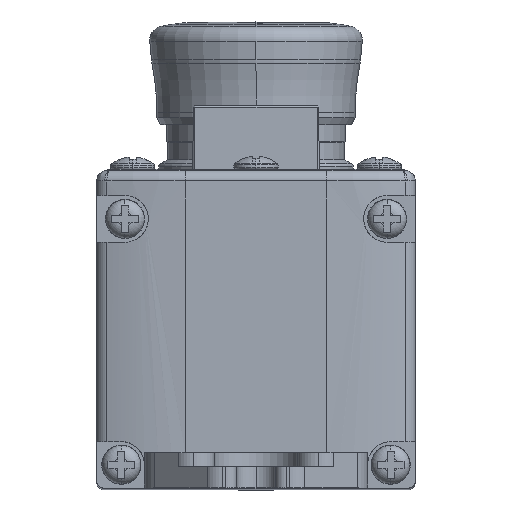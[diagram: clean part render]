
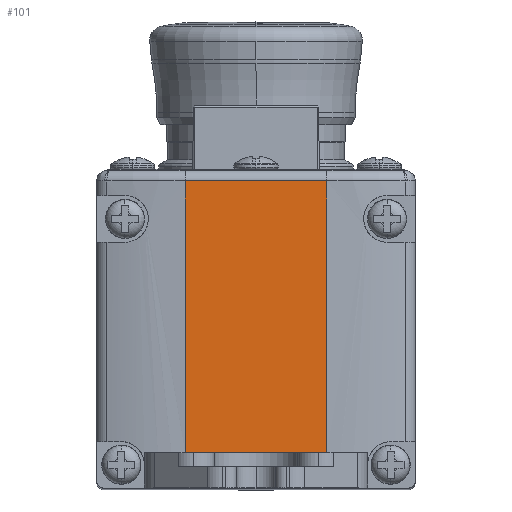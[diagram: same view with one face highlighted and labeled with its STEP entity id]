
A CAD part, top view. The second image highlights one B-rep face of the part: STEP entity #101.
In plain terms, the highlighted planar face has unit normal (0, 0, 1).
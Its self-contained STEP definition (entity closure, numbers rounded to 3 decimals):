
#101 = ADVANCED_FACE ( 'NONE', ( #23944 ), #23946, .T. ) ;
#3086 = VERTEX_POINT ( 'NONE', #11138 ) ;
#3100 = VERTEX_POINT ( 'NONE', #11152 ) ;
#3120 = VERTEX_POINT ( 'NONE', #11172 ) ;
#3133 = VERTEX_POINT ( 'NONE', #11185 ) ;
#3361 = VECTOR ( 'NONE', #17131, 1000. ) ;
#3364 = VECTOR ( 'NONE', #17134, 1000. ) ;
#4274 = EDGE_LOOP ( 'NONE', ( #23352, #23354, #23356, #23358 ) ) ;
#5257 = AXIS2_PLACEMENT_3D ( 'NONE', #23943, #23949, #23950 ) ;
#8603 = VECTOR ( 'NONE', #16828, 1000. ) ;
#8617 = VECTOR ( 'NONE', #16845, 1000. ) ;
#9248 = EDGE_CURVE ( 'NONE', #3086, #3133, #16824, .T. ) ;
#9254 = EDGE_CURVE ( 'NONE', #3100, #3086, #16843, .T. ) ;
#9338 = EDGE_CURVE ( 'NONE', #3120, #3133, #17122, .T. ) ;
#9339 = EDGE_CURVE ( 'NONE', #3120, #3100, #17132, .T. ) ;
#11138 = CARTESIAN_POINT ( 'NONE',  ( 10., 43.349, 71. ) ) ;
#11152 = CARTESIAN_POINT ( 'NONE',  ( 10., 5., 71. ) ) ;
#11172 = CARTESIAN_POINT ( 'NONE',  ( -10., 5., 71. ) ) ;
#11185 = CARTESIAN_POINT ( 'NONE',  ( -10., 43.349, 71. ) ) ;
#16814 = CARTESIAN_POINT ( 'NONE',  ( 22.5, 43.349, 71. ) ) ;
#16824 = LINE ( 'NONE', #16814, #8603 ) ;
#16828 = DIRECTION ( 'NONE',  ( -1., 0., 0. ) ) ;
#16843 = LINE ( 'NONE', #16844, #8617 ) ;
#16844 = CARTESIAN_POINT ( 'NONE',  ( 10., 0., 71. ) ) ;
#16845 = DIRECTION ( 'NONE',  ( 0., 1., 0. ) ) ;
#17121 = CARTESIAN_POINT ( 'NONE',  ( -10., 0., 71. ) ) ;
#17122 = LINE ( 'NONE', #17121, #3361 ) ;
#17131 = DIRECTION ( 'NONE',  ( 0., 1., 0. ) ) ;
#17132 = LINE ( 'NONE', #17133, #3364 ) ;
#17133 = CARTESIAN_POINT ( 'NONE',  ( 22.5, 5., 71. ) ) ;
#17134 = DIRECTION ( 'NONE',  ( 1., 0., 0. ) ) ;
#23352 = ORIENTED_EDGE ( 'NONE', *, *, #9338, .F. ) ;
#23354 = ORIENTED_EDGE ( 'NONE', *, *, #9339, .T. ) ;
#23356 = ORIENTED_EDGE ( 'NONE', *, *, #9254, .T. ) ;
#23358 = ORIENTED_EDGE ( 'NONE', *, *, #9248, .T. ) ;
#23943 = CARTESIAN_POINT ( 'NONE',  ( 22.5, 45., 71. ) ) ;
#23944 = FACE_OUTER_BOUND ( 'NONE', #4274, .T. ) ;
#23946 = PLANE ( 'NONE',  #5257 ) ;
#23949 = DIRECTION ( 'NONE',  ( 0., 0., 1. ) ) ;
#23950 = DIRECTION ( 'NONE',  ( 1., 0., 0. ) ) ;
